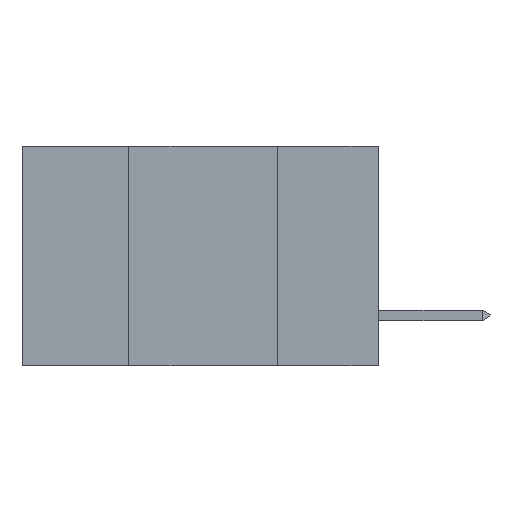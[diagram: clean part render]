
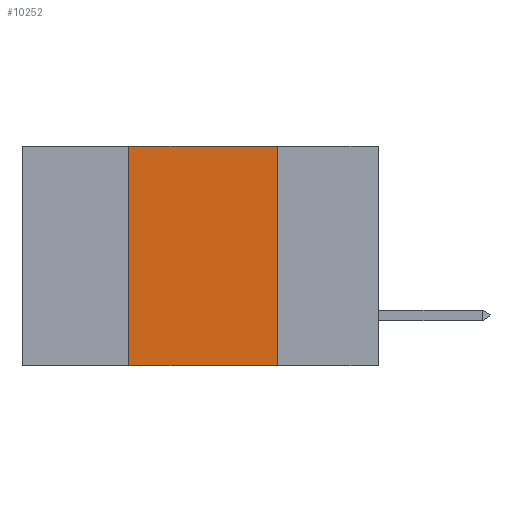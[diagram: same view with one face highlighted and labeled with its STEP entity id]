
A CAD part, left-side view. The second image highlights one B-rep face of the part: STEP entity #10252.
In plain terms, the highlighted planar face has unit normal (-1, 0, 0).
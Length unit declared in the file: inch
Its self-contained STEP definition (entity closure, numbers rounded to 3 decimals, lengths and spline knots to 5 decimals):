
#8 = LINE ( 'NONE', #2258, #11292 ) ;
#1049 = AXIS2_PLACEMENT_3D ( 'NONE', #15506, #10523, #14178 ) ;
#1550 = ORIENTED_EDGE ( 'NONE', *, *, #11946, .F. ) ;
#2160 = CARTESIAN_POINT ( 'NONE',  ( 0., 0.17, 0. ) ) ;
#2258 = CARTESIAN_POINT ( 'NONE',  ( 0., 0.6, -0.37 ) ) ;
#3477 = VERTEX_POINT ( 'NONE', #12859 ) ;
#4368 = ORIENTED_EDGE ( 'NONE', *, *, #4405, .F. ) ;
#4405 = EDGE_CURVE ( 'NONE', #5042, #3477, #13184, .T. ) ;
#5042 = VERTEX_POINT ( 'NONE', #13783 ) ;
#5921 = CARTESIAN_POINT ( 'NONE',  ( 0., 0.17, -0.37 ) ) ;
#6724 = CARTESIAN_POINT ( 'NONE',  ( 0., 0.42, 0. ) ) ;
#6769 = EDGE_LOOP ( 'NONE', ( #1550, #12453, #4368, #10907 ) ) ;
#6838 = DIRECTION ( 'NONE',  ( 0., 0., 1. ) ) ;
#6858 = LINE ( 'NONE', #11059, #9778 ) ;
#7499 = DIRECTION ( 'NONE',  ( 0., -1., 0. ) ) ;
#9734 = DIRECTION ( 'NONE',  ( 0., -1., 0. ) ) ;
#9778 = VECTOR ( 'NONE', #7499, 39.37008 ) ;
#10252 = ADVANCED_FACE ( 'NONE', ( #11240 ), #14292, .F. ) ;
#10523 = DIRECTION ( 'NONE',  ( 1., 0., 0. ) ) ;
#10570 = VERTEX_POINT ( 'NONE', #2160 ) ;
#10907 = ORIENTED_EDGE ( 'NONE', *, *, #14760, .T. ) ;
#11059 = CARTESIAN_POINT ( 'NONE',  ( 0., 0.6, 0. ) ) ;
#11240 = FACE_OUTER_BOUND ( 'NONE', #6769, .T. ) ;
#11292 = VECTOR ( 'NONE', #9734, 39.37008 ) ;
#11553 = CARTESIAN_POINT ( 'NONE',  ( 0., 0.17, 0. ) ) ;
#11946 = EDGE_CURVE ( 'NONE', #10570, #12579, #12170, .T. ) ;
#12170 = LINE ( 'NONE', #11553, #16079 ) ;
#12453 = ORIENTED_EDGE ( 'NONE', *, *, #13387, .F. ) ;
#12579 = VERTEX_POINT ( 'NONE', #5921 ) ;
#12794 = VECTOR ( 'NONE', #6838, 39.37008 ) ;
#12813 = DIRECTION ( 'NONE',  ( 0., 0., -1. ) ) ;
#12859 = CARTESIAN_POINT ( 'NONE',  ( 0., 0.42, 0. ) ) ;
#13184 = LINE ( 'NONE', #6724, #12794 ) ;
#13387 = EDGE_CURVE ( 'NONE', #3477, #10570, #6858, .T. ) ;
#13783 = CARTESIAN_POINT ( 'NONE',  ( 0., 0.42, -0.37 ) ) ;
#14178 = DIRECTION ( 'NONE',  ( 0., 0., -1. ) ) ;
#14292 = PLANE ( 'NONE',  #1049 ) ;
#14760 = EDGE_CURVE ( 'NONE', #5042, #12579, #8, .T. ) ;
#15506 = CARTESIAN_POINT ( 'NONE',  ( 0., 0.6, 0. ) ) ;
#16079 = VECTOR ( 'NONE', #12813, 39.37008 ) ;
